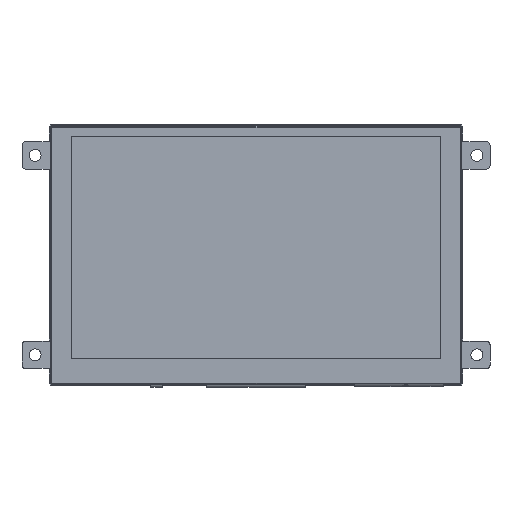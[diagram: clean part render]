
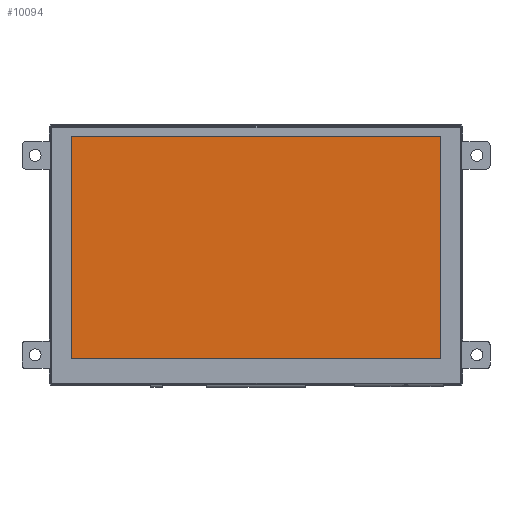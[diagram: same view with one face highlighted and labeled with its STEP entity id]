
A CAD part, top view. The second image highlights one B-rep face of the part: STEP entity #10094.
In plain terms, the highlighted planar face has unit normal (0, 0, 1).
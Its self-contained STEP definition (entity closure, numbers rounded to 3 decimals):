
#492=PLANE('',#10963);
#966=FACE_OUTER_BOUND('',#1487,.T.);
#1487=EDGE_LOOP('',(#8391,#8392,#8393,#8394));
#2428=LINE('',#15503,#3711);
#2432=LINE('',#15511,#3715);
#2435=LINE('',#15517,#3718);
#2438=LINE('',#15522,#3721);
#3711=VECTOR('',#12689,10.);
#3715=VECTOR('',#12695,10.);
#3718=VECTOR('',#12700,10.);
#3721=VECTOR('',#12705,10.);
#4958=VERTEX_POINT('',#15501);
#4959=VERTEX_POINT('',#15502);
#4962=VERTEX_POINT('',#15510);
#4964=VERTEX_POINT('',#15516);
#6172=EDGE_CURVE('',#4958,#4959,#2428,.T.);
#6176=EDGE_CURVE('',#4959,#4962,#2432,.T.);
#6179=EDGE_CURVE('',#4962,#4964,#2435,.T.);
#6182=EDGE_CURVE('',#4964,#4958,#2438,.T.);
#8391=ORIENTED_EDGE('',*,*,#6182,.T.);
#8392=ORIENTED_EDGE('',*,*,#6172,.T.);
#8393=ORIENTED_EDGE('',*,*,#6176,.T.);
#8394=ORIENTED_EDGE('',*,*,#6179,.T.);
#10094=ADVANCED_FACE('',(#966),#492,.T.);
#10963=AXIS2_PLACEMENT_3D('',#15524,#12707,#12708);
#12689=DIRECTION('',(1.,0.,0.));
#12695=DIRECTION('',(0.,1.,0.));
#12700=DIRECTION('',(-1.,0.,0.));
#12705=DIRECTION('',(0.,-1.,0.));
#12707=DIRECTION('center_axis',(0.,0.,1.));
#12708=DIRECTION('ref_axis',(1.,0.,0.));
#15501=CARTESIAN_POINT('',(-54.3,-32.7,1.1));
#15502=CARTESIAN_POINT('',(54.3,-32.7,1.1));
#15503=CARTESIAN_POINT('',(-54.3,-32.7,1.1));
#15510=CARTESIAN_POINT('',(54.3,32.7,1.1));
#15511=CARTESIAN_POINT('',(54.3,-32.7,1.1));
#15516=CARTESIAN_POINT('',(-54.3,32.7,1.1));
#15517=CARTESIAN_POINT('',(54.3,32.7,1.1));
#15522=CARTESIAN_POINT('',(-54.3,32.7,1.1));
#15524=CARTESIAN_POINT('Origin',(0.,0.,
1.1));
